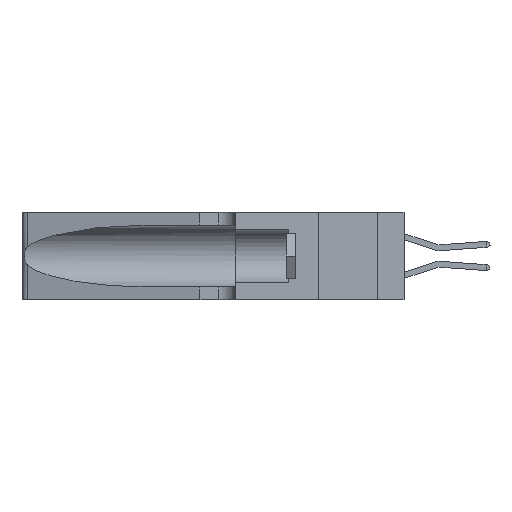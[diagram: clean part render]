
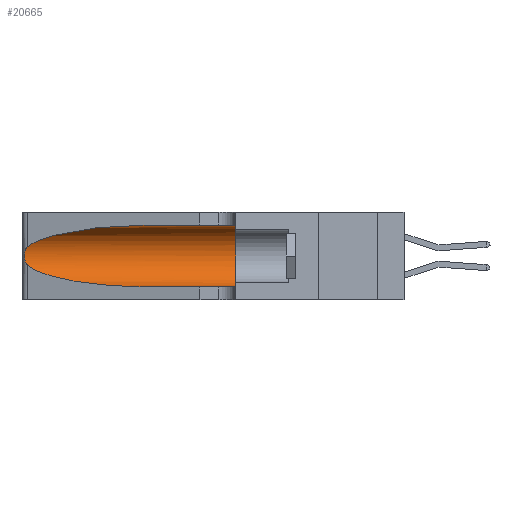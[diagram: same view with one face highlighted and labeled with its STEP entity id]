
A CAD part, left-side view. The second image highlights one B-rep face of the part: STEP entity #20665.
In plain terms, the highlighted cylindrical face has radius 3.308 mm (diameter 6.617 mm), a partial arc.
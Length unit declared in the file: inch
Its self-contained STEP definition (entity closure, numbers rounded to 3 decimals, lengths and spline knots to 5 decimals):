
#403 = CARTESIAN_POINT ( 'NONE',  ( 0.25787, 1.23484, 0.2124 ) ) ;
#2144 = DIRECTION ( 'NONE',  ( 0., 1., 0. ) ) ;
#2307 = DIRECTION ( 'NONE',  ( 0., -1., 0. ) ) ;
#2652 = CARTESIAN_POINT ( 'NONE',  ( 0.26018, 1.23835, 0.19895 ) ) ;
#2671 = CARTESIAN_POINT ( 'NONE',  ( 0.1305, 0.72297, 0.31525 ) ) ;
#3381 = VERTEX_POINT ( 'NONE', #9736 ) ;
#3577 = CARTESIAN_POINT ( 'NONE',  ( 0.1305, 1.61858, 0.05475 ) ) ;
#3654 = EDGE_CURVE ( 'NONE', #14807, #9833, #19740, .T. ) ;
#3734 = CARTESIAN_POINT ( 'NONE',  ( 0.1305, 0.35, 0.31525 ) ) ;
#4421 = VERTEX_POINT ( 'NONE', #23491 ) ;
#4479 = CARTESIAN_POINT ( 'NONE',  ( 0.1305, 1.61858, 0.185 ) ) ;
#4556 = DIRECTION ( 'NONE',  ( 0., -1., 0. ) ) ;
#4681 = ORIENTED_EDGE ( 'NONE', *, *, #3654, .F. ) ;
#4821 = CARTESIAN_POINT ( 'NONE',  ( 0.26075, 1.23896, 0.178 ) ) ;
#6181 = CYLINDRICAL_SURFACE ( 'NONE', #22462, 0.13025 ) ;
#6964 = CARTESIAN_POINT ( 'NONE',  ( 0.25856, 1.23593, 0.16098 ) ) ;
#6986 = CARTESIAN_POINT ( 'NONE',  ( 0.2373, 1.15595, 0.28018 ) ) ;
#8170 = LINE ( 'NONE', #3577, #22601 ) ;
#8769 = CARTESIAN_POINT ( 'NONE',  ( 0.25487, 1.22718, 0.22369 ) ) ;
#8848 = CARTESIAN_POINT ( 'NONE',  ( 0.1305, 1.61858, 0.31525 ) ) ;
#8986 = EDGE_CURVE ( 'NONE', #4421, #9833, #8170, .T. ) ;
#9101 = CARTESIAN_POINT ( 'NONE',  ( 0.25639, 1.23186, 0.15144 ) ) ;
#9626 = ORIENTED_EDGE ( 'NONE', *, *, #12255, .T. ) ;
#9736 = CARTESIAN_POINT ( 'NONE',  ( 0.25487, 1.22718, 0.14631 ) ) ;
#9833 = VERTEX_POINT ( 'NONE', #20649 ) ;
#9849 = CARTESIAN_POINT ( 'NONE',  ( 0.25487, 1.22718, 0.14631 ) ) ;
#10289 = EDGE_CURVE ( 'NONE', #3381, #4421, #18462, .T. ) ;
#11119 = CARTESIAN_POINT ( 'NONE',  ( 0.25487, 1.22718, 0.22369 ) ) ;
#11213 = CARTESIAN_POINT ( 'NONE',  ( 0.25487, 1.22718, 0.14631 ) ) ;
#11402 = EDGE_LOOP ( 'NONE', ( #25550, #9626, #17209, #17864, #4681, #16724 ) ) ;
#11498 = VERTEX_POINT ( 'NONE', #8769 ) ;
#11949 = CARTESIAN_POINT ( 'NONE',  ( 0.18966, 0.96281, 0.05475 ) ) ;
#12255 = EDGE_CURVE ( 'NONE', #11498, #3381, #13790, .T. ) ;
#13203 = CARTESIAN_POINT ( 'NONE',  ( 0.25639, 1.23184, 0.21858 ) ) ;
#13790 = B_SPLINE_CURVE_WITH_KNOTS ( 'NONE', 3,
 ( #11119, #21228, #13203, #403, #15215, #2652, #17241, #4821, #19281, #6964, #21326, #9101, #23370, #11213 ),
 .UNSPECIFIED., .F., .F.,
 ( 4, 2, 2, 2, 2, 2, 4 ),
 ( 0., 0.00027, 0.00053, 0.00107, 0.0016, 0.00187, 0.00214 ),
 .UNSPECIFIED. ) ;
#14748 = CARTESIAN_POINT ( 'NONE',  ( 0.1305, 0.35, 0.185 ) ) ;
#14807 = VERTEX_POINT ( 'NONE', #3734 ) ;
#15215 = CARTESIAN_POINT ( 'NONE',  ( 0.25854, 1.2359, 0.20912 ) ) ;
#15398 = AXIS2_PLACEMENT_3D ( 'NONE', #14748, #2144, #16785 ) ;
#16127 = CARTESIAN_POINT ( 'NONE',  ( 0.1305, 0.72297, 0.31525 ) ) ;
#16513 =( BOUNDED_CURVE ( )  B_SPLINE_CURVE ( 3, ( #2671, #25351, #6986, #21340 ),
 .UNSPECIFIED., .F., .T. ) 
 B_SPLINE_CURVE_WITH_KNOTS ( ( 4, 4 ),
 ( 1.5708, 2.84003 ),
 .UNSPECIFIED. ) 
 CURVE ( )  GEOMETRIC_REPRESENTATION_ITEM ( )  RATIONAL_B_SPLINE_CURVE ( ( 1., 0.87, 0.87, 1. ) ) 
 REPRESENTATION_ITEM ( '' )  );
#16724 = ORIENTED_EDGE ( 'NONE', *, *, #16908, .F. ) ;
#16785 = DIRECTION ( 'NONE',  ( 0., 0., 1. ) ) ;
#16908 = EDGE_CURVE ( 'NONE', #26842, #14807, #19673, .T. ) ;
#17162 = FACE_OUTER_BOUND ( 'NONE', #11402, .T. ) ;
#17209 = ORIENTED_EDGE ( 'NONE', *, *, #10289, .T. ) ;
#17241 = CARTESIAN_POINT ( 'NONE',  ( 0.26075, 1.23896, 0.19203 ) ) ;
#17864 = ORIENTED_EDGE ( 'NONE', *, *, #8986, .T. ) ;
#18462 =( BOUNDED_CURVE ( )  B_SPLINE_CURVE ( 3, ( #9849, #24092, #11949, #26139 ),
 .UNSPECIFIED., .F., .F. ) 
 B_SPLINE_CURVE_WITH_KNOTS ( ( 4, 4 ),
 ( 3.44316, 4.71239 ),
 .UNSPECIFIED. ) 
 CURVE ( )  GEOMETRIC_REPRESENTATION_ITEM ( )  RATIONAL_B_SPLINE_CURVE ( ( 1., 0.87, 0.87, 1. ) ) 
 REPRESENTATION_ITEM ( '' )  );
#18973 = DIRECTION ( 'NONE',  ( 0., 0., -1. ) ) ;
#19281 = CARTESIAN_POINT ( 'NONE',  ( 0.26017, 1.23833, 0.17102 ) ) ;
#19673 = LINE ( 'NONE', #8848, #21899 ) ;
#19740 = CIRCLE ( 'NONE', #15398, 0.13025 ) ;
#20144 = DIRECTION ( 'NONE',  ( 0., -1., 0. ) ) ;
#20649 = CARTESIAN_POINT ( 'NONE',  ( 0.1305, 0.35, 0.05475 ) ) ;
#20665 = ADVANCED_FACE ( 'NONE', ( #17162 ), #6181, .F. ) ;
#21228 = CARTESIAN_POINT ( 'NONE',  ( 0.25555, 1.22994, 0.2215 ) ) ;
#21325 = EDGE_CURVE ( 'NONE', #26842, #11498, #16513, .T. ) ;
#21326 = CARTESIAN_POINT ( 'NONE',  ( 0.25789, 1.23486, 0.15765 ) ) ;
#21340 = CARTESIAN_POINT ( 'NONE',  ( 0.25487, 1.22718, 0.22369 ) ) ;
#21899 = VECTOR ( 'NONE', #4556, 39.37008 ) ;
#22462 = AXIS2_PLACEMENT_3D ( 'NONE', #4479, #2307, #18973 ) ;
#22601 = VECTOR ( 'NONE', #20144, 39.37008 ) ;
#23370 = CARTESIAN_POINT ( 'NONE',  ( 0.25555, 1.22993, 0.14849 ) ) ;
#23491 = CARTESIAN_POINT ( 'NONE',  ( 0.1305, 0.72297, 0.05475 ) ) ;
#24092 = CARTESIAN_POINT ( 'NONE',  ( 0.2373, 1.15595, 0.08982 ) ) ;
#25351 = CARTESIAN_POINT ( 'NONE',  ( 0.18966, 0.96281, 0.31525 ) ) ;
#25550 = ORIENTED_EDGE ( 'NONE', *, *, #21325, .T. ) ;
#26139 = CARTESIAN_POINT ( 'NONE',  ( 0.1305, 0.72297, 0.05475 ) ) ;
#26842 = VERTEX_POINT ( 'NONE', #16127 ) ;
